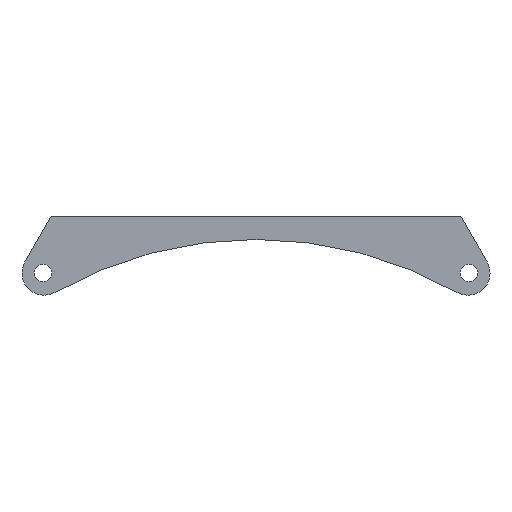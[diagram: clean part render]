
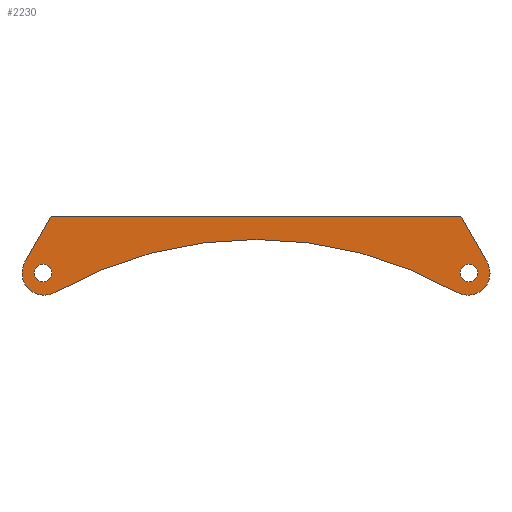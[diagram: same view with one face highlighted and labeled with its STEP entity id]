
A CAD part, left-side view. The second image highlights one B-rep face of the part: STEP entity #2230.
In plain terms, the highlighted planar face has unit normal (-1, 0, 0).
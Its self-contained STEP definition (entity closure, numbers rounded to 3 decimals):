
#25=FACE_BOUND('',#327,.T.);
#26=FACE_BOUND('',#328,.T.);
#101=PLANE('',#2441);
#206=FACE_OUTER_BOUND('',#326,.T.);
#326=EDGE_LOOP('',(#2055,#2056,#2057,#2058,#2059,#2060));
#327=EDGE_LOOP('',(#2061));
#328=EDGE_LOOP('',(#2062));
#443=LINE('',#3504,#657);
#552=LINE('',#3789,#766);
#555=LINE('',#3796,#769);
#657=VECTOR('',#2717,10.);
#766=VECTOR('',#3048,10.);
#769=VECTOR('',#3057,10.);
#876=CIRCLE('',#2442,13.);
#877=CIRCLE('',#2443,239.634);
#878=CIRCLE('',#2444,13.);
#879=CIRCLE('',#2445,5.05);
#880=CIRCLE('',#2446,5.05);
#1027=VERTEX_POINT('',#3501);
#1028=VERTEX_POINT('',#3503);
#1093=VERTEX_POINT('',#3788);
#1094=VERTEX_POINT('',#3795);
#1097=VERTEX_POINT('',#3807);
#1098=VERTEX_POINT('',#3809);
#1099=VERTEX_POINT('',#3812);
#1100=VERTEX_POINT('',#3814);
#1267=EDGE_CURVE('',#1028,#1027,#443,.T.);
#1413=EDGE_CURVE('',#1093,#1028,#552,.T.);
#1416=EDGE_CURVE('',#1094,#1093,#555,.T.);
#1422=EDGE_CURVE('',#1027,#1097,#876,.T.);
#1423=EDGE_CURVE('',#1097,#1098,#877,.T.);
#1424=EDGE_CURVE('',#1098,#1094,#878,.T.);
#1425=EDGE_CURVE('',#1099,#1099,#879,.T.);
#1426=EDGE_CURVE('',#1100,#1100,#880,.T.);
#2055=ORIENTED_EDGE('',*,*,#1422,.T.);
#2056=ORIENTED_EDGE('',*,*,#1423,.T.);
#2057=ORIENTED_EDGE('',*,*,#1424,.T.);
#2058=ORIENTED_EDGE('',*,*,#1416,.T.);
#2059=ORIENTED_EDGE('',*,*,#1413,.T.);
#2060=ORIENTED_EDGE('',*,*,#1267,.T.);
#2061=ORIENTED_EDGE('',*,*,#1425,.T.);
#2062=ORIENTED_EDGE('',*,*,#1426,.T.);
#2230=ADVANCED_FACE('',(#206,#25,#26),#101,.F.);
#2441=AXIS2_PLACEMENT_3D('',#3806,#3069,#3070);
#2442=AXIS2_PLACEMENT_3D('',#3808,#3071,#3072);
#2443=AXIS2_PLACEMENT_3D('',#3810,#3073,#3074);
#2444=AXIS2_PLACEMENT_3D('',#3811,#3075,#3076);
#2445=AXIS2_PLACEMENT_3D('',#3813,#3077,#3078);
#2446=AXIS2_PLACEMENT_3D('',#3815,#3079,#3080);
#2717=DIRECTION('',(0.,0.5,-0.866));
#3048=DIRECTION('',(0.,1.,0.));
#3057=DIRECTION('',(0.,0.5,0.866));
#3069=DIRECTION('center_axis',(1.,0.,0.));
#3070=DIRECTION('ref_axis',(0.,1.,0.));
#3071=DIRECTION('center_axis',(-1.,0.,0.));
#3072=DIRECTION('ref_axis',(0.,-0.492,-0.871));
#3073=DIRECTION('center_axis',(1.,0.,0.));
#3074=DIRECTION('ref_axis',(0.,0.492,0.871));
#3075=DIRECTION('center_axis',(-1.,0.,0.));
#3076=DIRECTION('ref_axis',(0.,-0.866,0.5));
#3077=DIRECTION('center_axis',(1.,0.,0.));
#3078=DIRECTION('ref_axis',(0.,1.,0.));
#3079=DIRECTION('center_axis',(1.,0.,0.));
#3080=DIRECTION('ref_axis',(0.,1.,0.));
#3501=CARTESIAN_POINT('',(-16.5,135.568,-1.5));
#3503=CARTESIAN_POINT('',(-16.5,120.269,25.));
#3504=CARTESIAN_POINT('',(-16.5,135.568,-1.5));
#3788=CARTESIAN_POINT('',(-16.5,-120.269,25.));
#3789=CARTESIAN_POINT('',(-16.5,120.269,25.));
#3795=CARTESIAN_POINT('',(-16.5,-135.568,-1.5));
#3796=CARTESIAN_POINT('',(-16.5,-120.269,25.));
#3806=CARTESIAN_POINT('Origin',(-16.5,0.,2.));
#3807=CARTESIAN_POINT('',(-16.5,117.913,-19.317));
#3808=CARTESIAN_POINT('Origin',(-16.5,124.31,-8.));
#3809=CARTESIAN_POINT('',(-16.5,-117.913,-19.317));
#3810=CARTESIAN_POINT('Origin',(-16.5,0.,-227.934));
#3811=CARTESIAN_POINT('Origin',(-16.5,-124.31,-8.));
#3812=CARTESIAN_POINT('',(-16.5,119.95,-8.));
#3813=CARTESIAN_POINT('Origin',(-16.5,125.,-8.));
#3814=CARTESIAN_POINT('',(-16.5,-130.05,-8.));
#3815=CARTESIAN_POINT('Origin',(-16.5,-125.,-8.));
